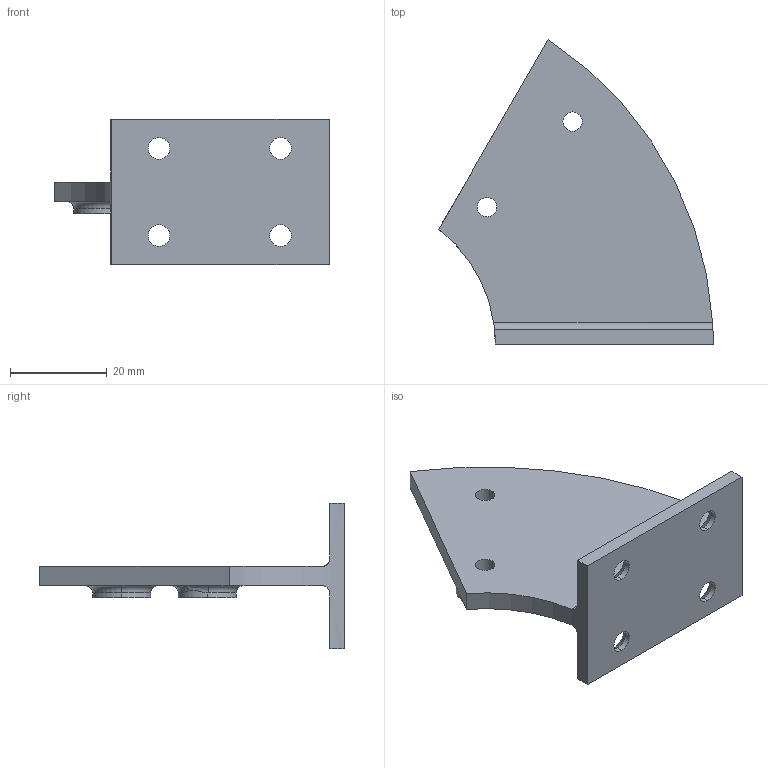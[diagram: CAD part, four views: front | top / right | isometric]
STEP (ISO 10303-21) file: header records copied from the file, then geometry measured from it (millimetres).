
FILE_DESCRIPTION (( 'STEP AP214' ), '1' );
FILE_NAME ('angle no slide.STEP', '2025-04-18T07:33:23', ( '' ), ( '' ), 'SwSTEP 2.0', 'SolidWorks 2024', '' );
FILE_SCHEMA (( 'AUTOMOTIVE_DESIGN' ));
Length unit declared in the file: millimetre
Products named in the file (1): angle no slide
Bounding box: 56.67 x 62.86 x 30 mm (x, y, z)
Volume: 12732.5 mm3; surface area: 8116.6 mm2
Topology: 1 solids, 1 shells, 57 faces, 143 edges, 91 vertices
Faces by surface type: plane 24, cylinder 20, cone 8, torus 4, bspline 1
Entity records: 1874 total; most frequent: CARTESIAN_POINT 425, DIRECTION 308, ORIENTED_EDGE 286, EDGE_CURVE 143, AXIS2_PLACEMENT_3D 114, VERTEX_POINT 91, LINE 80, VECTOR 80
